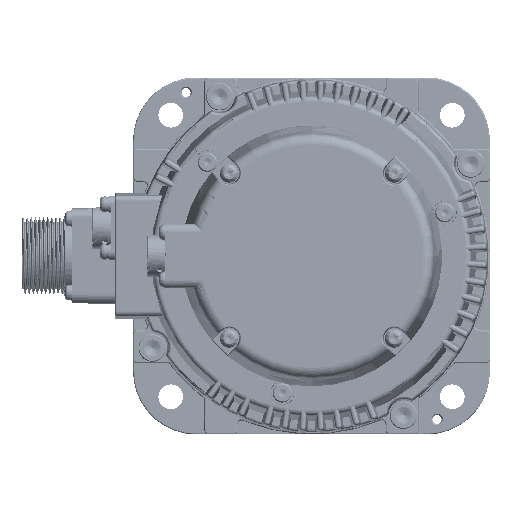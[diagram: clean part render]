
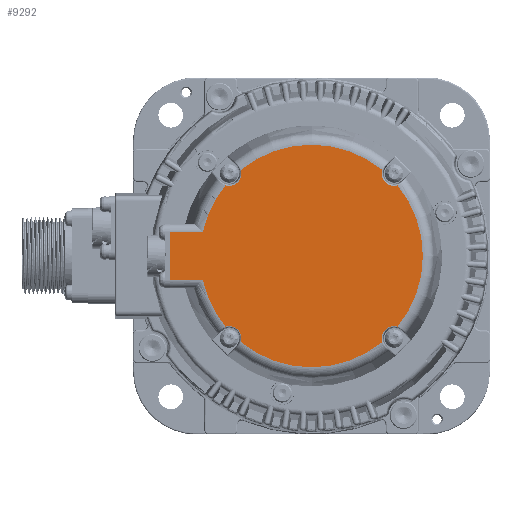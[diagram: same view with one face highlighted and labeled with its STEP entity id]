
A CAD part, left-side view. The second image highlights one B-rep face of the part: STEP entity #9292.
In plain terms, the highlighted planar face has unit normal (-1, 0, 0).
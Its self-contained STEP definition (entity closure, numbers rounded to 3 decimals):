
#5704=PLANE('',#62840);
#9292=ADVANCED_FACE('',(#12410),#5704,.T.);
#12410=FACE_OUTER_BOUND('',#16013,.T.);
#16013=EDGE_LOOP('',(#37208,#37209,#37210,#37211,#37212,#37213,#37214,#37215,
#37216,#37217,#37218,#37219));
#19200=LINE('',#198569,#22412);
#19550=LINE('',#205837,#22762);
#19562=LINE('',#205882,#22774);
#22412=VECTOR('',#74734,1.);
#22762=VECTOR('',#76848,1.);
#22774=VECTOR('',#76882,1.);
#37208=ORIENTED_EDGE('',*,*,#53665,.T.);
#37209=ORIENTED_EDGE('',*,*,#52353,.T.);
#37210=ORIENTED_EDGE('',*,*,#53666,.T.);
#37211=ORIENTED_EDGE('',*,*,#52349,.T.);
#37212=ORIENTED_EDGE('',*,*,#53667,.T.);
#37213=ORIENTED_EDGE('',*,*,#52345,.T.);
#37214=ORIENTED_EDGE('',*,*,#53668,.T.);
#37215=ORIENTED_EDGE('',*,*,#52341,.T.);
#37216=ORIENTED_EDGE('',*,*,#53669,.T.);
#37217=ORIENTED_EDGE('',*,*,#53646,.T.);
#37218=ORIENTED_EDGE('',*,*,#52339,.F.);
#37219=ORIENTED_EDGE('',*,*,#53663,.T.);
#44827=VERTEX_POINT('',#198566);
#44828=VERTEX_POINT('',#198568);
#44830=VERTEX_POINT('',#198573);
#44831=VERTEX_POINT('',#198575);
#44834=VERTEX_POINT('',#198582);
#44835=VERTEX_POINT('',#198584);
#44838=VERTEX_POINT('',#198591);
#44839=VERTEX_POINT('',#198593);
#44842=VERTEX_POINT('',#198600);
#44843=VERTEX_POINT('',#198602);
#45427=VERTEX_POINT('',#205838);
#45435=VERTEX_POINT('',#205880);
#52339=EDGE_CURVE('',#44828,#44827,#19200,.T.);
#52341=EDGE_CURVE('',#44831,#44830,#56933,.T.);
#52345=EDGE_CURVE('',#44835,#44834,#56937,.T.);
#52349=EDGE_CURVE('',#44839,#44838,#56941,.T.);
#52353=EDGE_CURVE('',#44843,#44842,#56945,.T.);
#53646=EDGE_CURVE('',#45427,#44827,#19550,.T.);
#53663=EDGE_CURVE('',#44828,#45435,#19562,.T.);
#53665=EDGE_CURVE('',#45435,#44843,#57314,.T.);
#53666=EDGE_CURVE('',#44842,#44839,#57315,.T.);
#53667=EDGE_CURVE('',#44838,#44835,#57316,.T.);
#53668=EDGE_CURVE('',#44834,#44831,#57317,.T.);
#53669=EDGE_CURVE('',#44830,#45427,#57318,.T.);
#56933=CIRCLE('',#61943,4.53);
#56937=CIRCLE('',#61948,4.53);
#56941=CIRCLE('',#61953,4.53);
#56945=CIRCLE('',#61958,4.53);
#57314=CIRCLE('',#62835,40.545);
#57315=CIRCLE('',#62836,40.545);
#57316=CIRCLE('',#62837,40.545);
#57317=CIRCLE('',#62838,40.545);
#57318=CIRCLE('',#62839,40.545);
#61943=AXIS2_PLACEMENT_3D('',#198574,#74739,#74740);
#61948=AXIS2_PLACEMENT_3D('',#198583,#74749,#74750);
#61953=AXIS2_PLACEMENT_3D('',#198592,#74759,#74760);
#61958=AXIS2_PLACEMENT_3D('',#198601,#74769,#74770);
#62835=AXIS2_PLACEMENT_3D('',#205885,#76886,#76887);
#62836=AXIS2_PLACEMENT_3D('',#205886,#76888,#76889);
#62837=AXIS2_PLACEMENT_3D('',#205887,#76890,#76891);
#62838=AXIS2_PLACEMENT_3D('',#205888,#76892,#76893);
#62839=AXIS2_PLACEMENT_3D('',#205889,#76894,#76895);
#62840=AXIS2_PLACEMENT_3D('',#205890,#76896,#76897);
#74734=DIRECTION('',(0.,0.,1.));
#74739=DIRECTION('',(1.,0.,0.));
#74740=DIRECTION('',(0.,-1.,0.));
#74749=DIRECTION('',(1.,0.,0.));
#74750=DIRECTION('',(0.,-1.,0.));
#74759=DIRECTION('',(1.,0.,0.));
#74760=DIRECTION('',(0.,-1.,0.));
#74769=DIRECTION('',(1.,0.,0.));
#74770=DIRECTION('',(0.,-1.,0.));
#76848=DIRECTION('',(0.,1.,0.));
#76882=DIRECTION('',(0.,-1.,0.));
#76886=DIRECTION('',(-1.,0.,0.));
#76887=DIRECTION('',(0.,-1.,0.));
#76888=DIRECTION('',(-1.,0.,0.));
#76889=DIRECTION('',(0.,-1.,0.));
#76890=DIRECTION('',(-1.,0.,0.));
#76891=DIRECTION('',(0.,-1.,0.));
#76892=DIRECTION('',(-1.,0.,0.));
#76893=DIRECTION('',(0.,-1.,0.));
#76894=DIRECTION('',(-1.,0.,0.));
#76895=DIRECTION('',(0.,-1.,0.));
#76896=DIRECTION('',(-1.,0.,0.));
#76897=DIRECTION('',(0.,-1.,0.));
#198566=CARTESIAN_POINT('',(-183.2,51.5,8.67));
#198568=CARTESIAN_POINT('',(-183.2,51.5,-8.67));
#198569=CARTESIAN_POINT('',(-183.2,51.5,-8.617));
#198573=CARTESIAN_POINT('',(-183.2,31.349,25.712));
#198574=CARTESIAN_POINT('',(-183.2,30.052,30.052));
#198575=CARTESIAN_POINT('',(-183.2,25.712,31.349));
#198582=CARTESIAN_POINT('',(-183.2,-25.712,31.349));
#198583=CARTESIAN_POINT('',(-183.2,-30.052,30.052));
#198584=CARTESIAN_POINT('',(-183.2,-31.349,25.712));
#198591=CARTESIAN_POINT('',(-183.2,-31.349,-25.712));
#198592=CARTESIAN_POINT('',(-183.2,-30.052,-30.052));
#198593=CARTESIAN_POINT('',(-183.2,-25.712,-31.349));
#198600=CARTESIAN_POINT('',(-183.2,25.712,-31.349));
#198601=CARTESIAN_POINT('',(-183.2,30.052,-30.052));
#198602=CARTESIAN_POINT('',(-183.2,31.349,-25.712));
#205837=CARTESIAN_POINT('',(-183.2,0.,8.67));
#205838=CARTESIAN_POINT('',(-183.2,39.607,8.67));
#205880=CARTESIAN_POINT('',(-183.2,39.607,-8.67));
#205882=CARTESIAN_POINT('',(-183.2,0.,-8.67));
#205885=CARTESIAN_POINT('',(-183.2,0.,0.));
#205886=CARTESIAN_POINT('',(-183.2,0.,0.));
#205887=CARTESIAN_POINT('',(-183.2,0.,0.));
#205888=CARTESIAN_POINT('',(-183.2,0.,0.));
#205889=CARTESIAN_POINT('',(-183.2,0.,0.));
#205890=CARTESIAN_POINT('',(-183.2,0.,0.));
